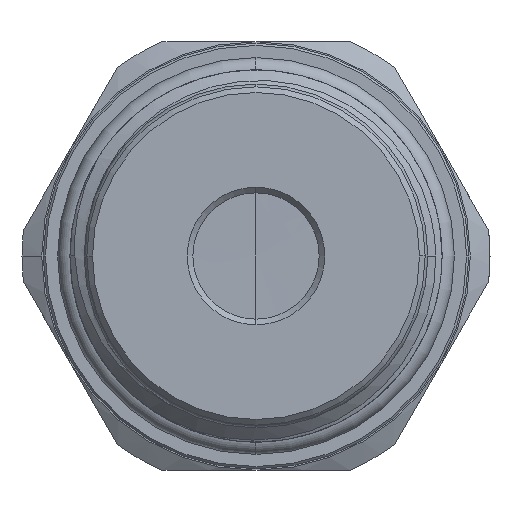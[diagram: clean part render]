
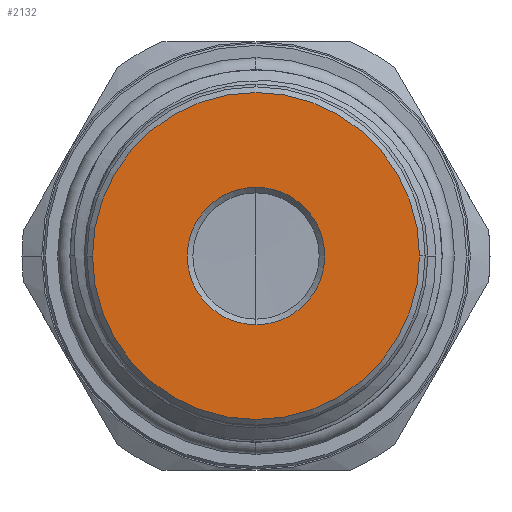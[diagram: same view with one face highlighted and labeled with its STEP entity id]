
A CAD part, left-side view. The second image highlights one B-rep face of the part: STEP entity #2132.
In plain terms, the highlighted planar face has unit normal (-1, 0, 0).
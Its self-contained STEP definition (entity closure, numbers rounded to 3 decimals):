
#677 = CARTESIAN_POINT ( 'NONE',  ( -46.8, 0., 0. ) ) ;
#678 = DIRECTION ( 'NONE',  ( -1., 0., 0. ) ) ;
#679 = DIRECTION ( 'NONE',  ( 0., 1., 0. ) ) ;
#1540 = AXIS2_PLACEMENT_3D ( 'NONE', #6860, #6869, #6870 ) ;
#1699 = AXIS2_PLACEMENT_3D ( 'NONE', #677, #678, #679 ) ;
#1755 = AXIS2_PLACEMENT_3D ( 'NONE', #3046, #3048, #3050 ) ;
#1774 = AXIS2_PLACEMENT_3D ( 'NONE', #3270, #3273, #3276 ) ;
#1779 = AXIS2_PLACEMENT_3D ( 'NONE', #3339, #3341, #3344 ) ;
#2132 = ADVANCED_FACE ( 'NONE', ( #13615, #13617 ), #6867, .F. ) ;
#3046 = CARTESIAN_POINT ( 'NONE',  ( -46.8, 0., 0. ) ) ;
#3048 = DIRECTION ( 'NONE',  ( -1., 0., 0. ) ) ;
#3050 = DIRECTION ( 'NONE',  ( 0., 1., 0. ) ) ;
#3270 = CARTESIAN_POINT ( 'NONE',  ( -46.8, 0., 0. ) ) ;
#3273 = DIRECTION ( 'NONE',  ( 1., 0., 0. ) ) ;
#3276 = DIRECTION ( 'NONE',  ( 0., 1., 0. ) ) ;
#3339 = CARTESIAN_POINT ( 'NONE',  ( -46.8, 0., 0. ) ) ;
#3341 = DIRECTION ( 'NONE',  ( 1., 0., 0. ) ) ;
#3344 = DIRECTION ( 'NONE',  ( 0., 1., 0. ) ) ;
#6860 = CARTESIAN_POINT ( 'NONE',  ( -46.8, 0., 0. ) ) ;
#6867 = PLANE ( 'NONE',  #1540 ) ;
#6869 = DIRECTION ( 'NONE',  ( 1., 0., 0. ) ) ;
#6870 = DIRECTION ( 'NONE',  ( 0., 1., 0. ) ) ;
#7854 = EDGE_LOOP ( 'NONE', ( #11388, #11369 ) ) ;
#7867 = EDGE_LOOP ( 'NONE', ( #11312, #11287 ) ) ;
#8324 = VERTEX_POINT ( 'NONE', #10892 ) ;
#8365 = VERTEX_POINT ( 'NONE', #10943 ) ;
#8391 = VERTEX_POINT ( 'NONE', #10975 ) ;
#8393 = VERTEX_POINT ( 'NONE', #10977 ) ;
#10577 = EDGE_CURVE ( 'NONE', #8391, #8365, #14018, .T. ) ;
#10892 = CARTESIAN_POINT ( 'NONE',  ( -46.8, 0., 6.1 ) ) ;
#10943 = CARTESIAN_POINT ( 'NONE',  ( -46.8, 14.5, 0. ) ) ;
#10975 = CARTESIAN_POINT ( 'NONE',  ( -46.8, -14.5, 0. ) ) ;
#10977 = CARTESIAN_POINT ( 'NONE',  ( -46.8, 0., -6.1 ) ) ;
#11150 = EDGE_CURVE ( 'NONE', #8365, #8391, #11449, .T. ) ;
#11178 = EDGE_CURVE ( 'NONE', #8393, #8324, #11478, .T. ) ;
#11185 = EDGE_CURVE ( 'NONE', #8324, #8393, #11485, .T. ) ;
#11287 = ORIENTED_EDGE ( 'NONE', *, *, #10577, .T. ) ;
#11312 = ORIENTED_EDGE ( 'NONE', *, *, #11150, .T. ) ;
#11369 = ORIENTED_EDGE ( 'NONE', *, *, #11178, .T. ) ;
#11388 = ORIENTED_EDGE ( 'NONE', *, *, #11185, .T. ) ;
#11449 = CIRCLE ( 'NONE', #1755, 14.5 ) ;
#11478 = CIRCLE ( 'NONE', #1774, 6.1 ) ;
#11485 = CIRCLE ( 'NONE', #1779, 6.1 ) ;
#13615 = FACE_OUTER_BOUND ( 'NONE', #7867, .T. ) ;
#13617 = FACE_BOUND ( 'NONE', #7854, .T. ) ;
#14018 = CIRCLE ( 'NONE', #1699, 14.5 ) ;
